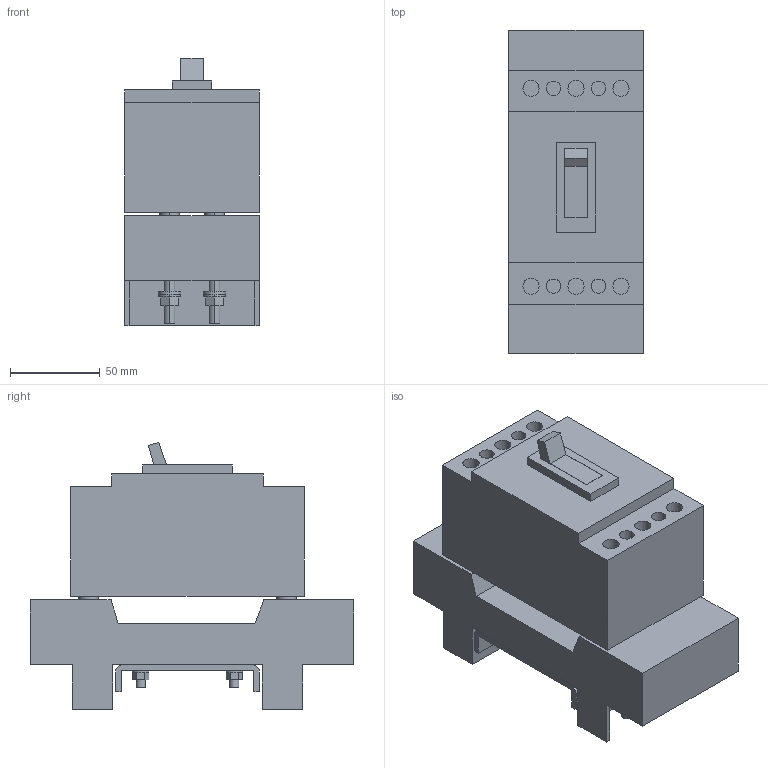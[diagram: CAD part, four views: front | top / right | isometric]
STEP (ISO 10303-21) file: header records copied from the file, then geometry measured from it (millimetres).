
FILE_DESCRIPTION(('CoCreate Modeling STEP Export'),'2;1');
FILE_NAME('Ｅ５０ＳＦ3Ｍ.stp','2016-03-30T14:56:59',(''),(''),'CoCreate Modeling STEP processor for AP214 (Solid Model)','CoCreate Modeling 17.0 01-Apr-2010 (C) Parametric Technology GmbH','');
FILE_SCHEMA(('AUTOMOTIVE_DESIGN { 1 0 10303 214 1 1 1 1 }'));
Length unit declared in the file: millimetre
Products named in the file (11): P8.1; P4.1; P5; P6.1.1; P10; P4.2; P3; P9.1.1; P1; P2; Ｅ５０ＳＦ3Ｍ
Assembly tree (31 placements, depth 2):
  Ｅ５０ＳＦ3Ｍ
    P10  x4
    P9.1.1  x4
    P8.1  x4
    P4.1  x4
    P5  x4
    P6.1.1  x4
    P4.2  x4
    P2
    P1
    P3
Bounding box: 75 x 180 x 148.51 mm (x, y, z)
Volume: 1066069.3 mm3; surface area: 155948.5 mm2
Topology: 31 solids, 31 shells, 380 faces, 860 edges, 572 vertices
Faces by surface type: plane 196, cylinder 184
Entity records: 5764 total; most frequent: ORIENTED_EDGE 964, CARTESIAN_POINT 886, DIRECTION 844, EDGE_CURVE 482, VERTEX_POINT 320, VECTOR 288, LINE 288, AXIS2_PLACEMENT_3D 278
